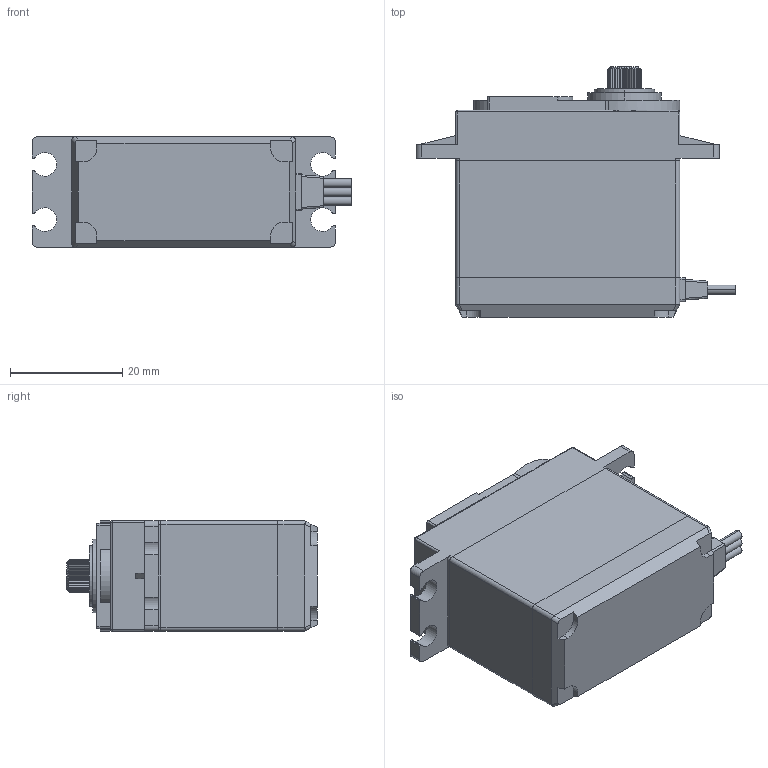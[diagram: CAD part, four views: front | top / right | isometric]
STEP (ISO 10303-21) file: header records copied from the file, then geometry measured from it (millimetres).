
FILE_DESCRIPTION( ('This file contains a STEP AP42 implementation' ,'as created by ZW3D STEP Interface translator.' ,'') ,'2;1' );
FILE_NAME( 'Servo Motor MG996R(²»´òÓ¡).stp' ,'25 1 6.215021', (''), ('ZWCAD Software Co.'), 'Version 1.0', 'ZW3D to STEP translator', '' );
FILE_SCHEMA(('AUTOMOTIVE_DESIGN { 1 0 10303 214 1 1 1 1 }'));
Length unit declared in the file: millimetre
Products named in the file (1): 0
Bounding box: 56.95 x 44.55 x 19.7 mm (x, y, z)
Volume: 5255.1 mm3; surface area: 12919.3 mm2
Topology: 8 solids, 8 shells, 363 faces, 1204 edges, 906 vertices
Faces by surface type: plane 225, cylinder 132, sphere 4, cone 2
Entity records: 15645 total; most frequent: CARTESIAN_POINT 4729, ORIENTED_EDGE 2400, DIRECTION 1956, EDGE_CURVE 1200, VERTEX_POINT 902, VECTOR 702, LINE 702, AXIS2_PLACEMENT_3D 627
